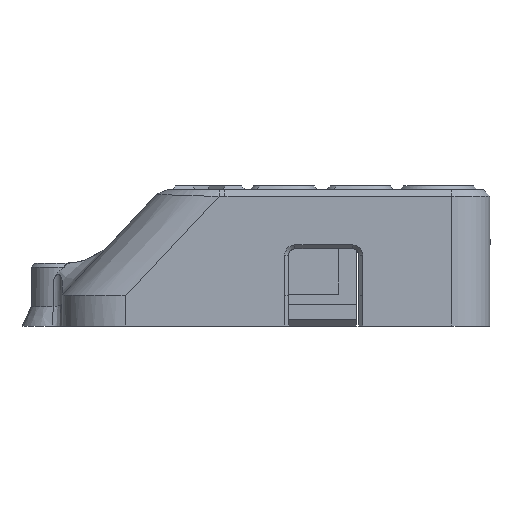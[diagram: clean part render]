
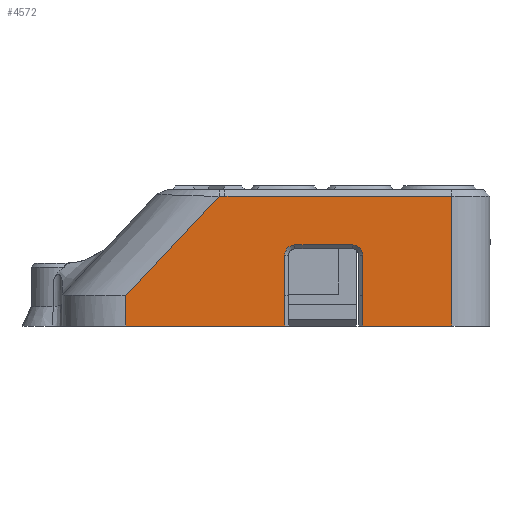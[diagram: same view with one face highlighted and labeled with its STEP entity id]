
A CAD part, front view. The second image highlights one B-rep face of the part: STEP entity #4572.
In plain terms, the highlighted planar face has unit normal (0, -1, 0).
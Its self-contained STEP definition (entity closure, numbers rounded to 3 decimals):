
#325=PLANE('',#4862);
#578=FACE_OUTER_BOUND('',#864,.T.);
#864=EDGE_LOOP('',(#4247,#4248,#4249,#4250,#4251,#4252,#4253,#4254,#4255,
#4256,#4257,#4258,#4259,#4260));
#871=LINE('',#5955,#1308);
#879=LINE('',#6654,#1316);
#1027=LINE('',#8718,#1464);
#1032=LINE('',#8729,#1469);
#1073=LINE('',#9679,#1510);
#1139=LINE('',#9868,#1576);
#1297=LINE('',#10865,#1734);
#1302=LINE('',#10876,#1739);
#1308=VECTOR('',#4872,10.);
#1316=VECTOR('',#4888,11.687);
#1464=VECTOR('',#5168,10.);
#1469=VECTOR('',#5179,10.);
#1510=VECTOR('',#5296,10.);
#1576=VECTOR('',#5468,10.);
#1734=VECTOR('',#5832,10.);
#1739=VECTOR('',#5849,10.);
#1750=B_SPLINE_CURVE_WITH_KNOTS('',3,(#6560,#6561,#6562,#6563),
 .UNSPECIFIED.,.F.,.F.,(4,4),(-3.929,-3.835),
 .UNSPECIFIED.);
#1794=B_SPLINE_CURVE_WITH_KNOTS('',3,(#8557,#8558,#8559,#8560),
 .UNSPECIFIED.,.F.,.F.,(4,4),(-0.755,-0.126),
 .UNSPECIFIED.);
#1797=B_SPLINE_CURVE_WITH_KNOTS('',3,(#8593,#8594,#8595,#8596,#8597,#8598,
#8599),.UNSPECIFIED.,.F.,.F.,(4,3,4),(-0.637,-0.493,
-0.385),.UNSPECIFIED.);
#1800=B_SPLINE_CURVE_WITH_KNOTS('',3,(#8627,#8628,#8629,#8630),
 .UNSPECIFIED.,.F.,.F.,(4,4),(-2.471,-1.571),
 .UNSPECIFIED.);
#1802=B_SPLINE_CURVE_WITH_KNOTS('',3,(#8668,#8669,#8670,#8671,#8672,#8673,
#8674),.UNSPECIFIED.,.F.,.F.,(4,3,4),(-0.728,-0.62,
-0.475),.UNSPECIFIED.);
#1805=B_SPLINE_CURVE_WITH_KNOTS('',3,(#8704,#8705,#8706,#8707),
 .UNSPECIFIED.,.F.,.F.,(4,4),(-1.875,-1.246),
 .UNSPECIFIED.);
#1886=VERTEX_POINT('',#5948);
#1889=VERTEX_POINT('',#5953);
#1896=VERTEX_POINT('',#6329);
#1904=VERTEX_POINT('',#6645);
#2078=VERTEX_POINT('',#8555);
#2079=VERTEX_POINT('',#8556);
#2082=VERTEX_POINT('',#8592);
#2084=VERTEX_POINT('',#8626);
#2086=VERTEX_POINT('',#8667);
#2088=VERTEX_POINT('',#8703);
#2090=VERTEX_POINT('',#8715);
#2094=VERTEX_POINT('',#8726);
#2154=VERTEX_POINT('',#9676);
#2203=VERTEX_POINT('',#9866);
#2314=EDGE_CURVE('',#1889,#1886,#871,.T.);
#2329=EDGE_CURVE('',#1896,#1889,#1750,.T.);
#2338=EDGE_CURVE('',#1904,#1896,#879,.T.);
#2548=EDGE_CURVE('',#2078,#2079,#1794,.T.);
#2552=EDGE_CURVE('',#2082,#2078,#1797,.T.);
#2555=EDGE_CURVE('',#2084,#2082,#1800,.T.);
#2558=EDGE_CURVE('',#2086,#2084,#1802,.T.);
#2561=EDGE_CURVE('',#2088,#2086,#1805,.T.);
#2565=EDGE_CURVE('',#2090,#1904,#1027,.T.);
#2571=EDGE_CURVE('',#2088,#2094,#1032,.T.);
#2669=EDGE_CURVE('',#2154,#2079,#1073,.T.);
#2755=EDGE_CURVE('',#2203,#2154,#1139,.F.);
#2954=EDGE_CURVE('',#2094,#2090,#1297,.F.);
#2959=EDGE_CURVE('',#2203,#1886,#1302,.T.);
#4247=ORIENTED_EDGE('',*,*,#2329,.F.);
#4248=ORIENTED_EDGE('',*,*,#2338,.F.);
#4249=ORIENTED_EDGE('',*,*,#2565,.F.);
#4250=ORIENTED_EDGE('',*,*,#2954,.F.);
#4251=ORIENTED_EDGE('',*,*,#2571,.F.);
#4252=ORIENTED_EDGE('',*,*,#2561,.T.);
#4253=ORIENTED_EDGE('',*,*,#2558,.T.);
#4254=ORIENTED_EDGE('',*,*,#2555,.T.);
#4255=ORIENTED_EDGE('',*,*,#2552,.T.);
#4256=ORIENTED_EDGE('',*,*,#2548,.T.);
#4257=ORIENTED_EDGE('',*,*,#2669,.F.);
#4258=ORIENTED_EDGE('',*,*,#2755,.F.);
#4259=ORIENTED_EDGE('',*,*,#2959,.T.);
#4260=ORIENTED_EDGE('',*,*,#2314,.F.);
#4572=ADVANCED_FACE('',(#578),#325,.F.);
#4862=AXIS2_PLACEMENT_3D('',#10875,#5847,#5848);
#4872=DIRECTION('',(1.,0.,0.));
#4888=DIRECTION('',(0.685,0.,0.729));
#5168=DIRECTION('',(0.,0.,1.));
#5179=DIRECTION('',(0.,0.,-1.));
#5296=DIRECTION('',(0.,0.,1.));
#5468=DIRECTION('',(1.,0.,0.));
#5832=DIRECTION('',(1.,0.,0.));
#5847=DIRECTION('center_axis',(0.,1.,0.));
#5848=DIRECTION('ref_axis',(1.,0.,0.));
#5849=DIRECTION('',(0.,0.,1.));
#5948=CARTESIAN_POINT('',(34.206,-45.746,70.306));
#5953=CARTESIAN_POINT('',(-1.282,-45.746,70.306));
#5955=CARTESIAN_POINT('',(-2.85,-45.746,70.306));
#6329=CARTESIAN_POINT('',(-2.22,-45.746,70.307));
#6560=CARTESIAN_POINT('Ctrl Pts',(-2.22,-45.746,70.307));
#6561=CARTESIAN_POINT('Ctrl Pts',(-1.906,-45.746,70.306));
#6562=CARTESIAN_POINT('Ctrl Pts',(-1.595,-45.746,70.306));
#6563=CARTESIAN_POINT('Ctrl Pts',(-1.282,-45.746,70.306));
#6645=CARTESIAN_POINT('',(-16.794,-45.746,54.786));
#6654=CARTESIAN_POINT('',(-16.794,-45.746,54.786));
#8555=CARTESIAN_POINT('',(20.267,-45.746,61.076));
#8556=CARTESIAN_POINT('',(20.267,-45.746,54.786));
#8557=CARTESIAN_POINT('Ctrl Pts',(20.267,-45.746,61.076));
#8558=CARTESIAN_POINT('Ctrl Pts',(20.267,-45.746,58.98));
#8559=CARTESIAN_POINT('Ctrl Pts',(20.267,-45.746,56.883));
#8560=CARTESIAN_POINT('Ctrl Pts',(20.267,-45.746,54.786));
#8592=CARTESIAN_POINT('',(18.667,-45.746,62.676));
#8593=CARTESIAN_POINT('Ctrl Pts',(18.667,-45.746,62.676));
#8594=CARTESIAN_POINT('Ctrl Pts',(19.146,-45.746,62.676));
#8595=CARTESIAN_POINT('Ctrl Pts',(19.62,-45.746,62.447));
#8596=CARTESIAN_POINT('Ctrl Pts',(19.918,-45.746,62.074));
#8597=CARTESIAN_POINT('Ctrl Pts',(20.142,-45.746,61.795));
#8598=CARTESIAN_POINT('Ctrl Pts',(20.267,-45.746,61.435));
#8599=CARTESIAN_POINT('Ctrl Pts',(20.267,-45.746,61.076));
#8626=CARTESIAN_POINT('',(9.667,-45.746,62.676));
#8627=CARTESIAN_POINT('Ctrl Pts',(9.667,-45.746,62.676));
#8628=CARTESIAN_POINT('Ctrl Pts',(12.667,-45.746,62.676));
#8629=CARTESIAN_POINT('Ctrl Pts',(15.667,-45.746,62.676));
#8630=CARTESIAN_POINT('Ctrl Pts',(18.667,-45.746,62.676));
#8667=CARTESIAN_POINT('',(8.067,-45.746,61.076));
#8668=CARTESIAN_POINT('Ctrl Pts',(8.067,-45.746,61.076));
#8669=CARTESIAN_POINT('Ctrl Pts',(8.067,-45.746,61.435));
#8670=CARTESIAN_POINT('Ctrl Pts',(8.193,-45.746,61.795));
#8671=CARTESIAN_POINT('Ctrl Pts',(8.417,-45.746,62.074));
#8672=CARTESIAN_POINT('Ctrl Pts',(8.715,-45.746,62.447));
#8673=CARTESIAN_POINT('Ctrl Pts',(9.189,-45.746,62.676));
#8674=CARTESIAN_POINT('Ctrl Pts',(9.667,-45.746,62.676));
#8703=CARTESIAN_POINT('',(8.067,-45.746,54.786));
#8704=CARTESIAN_POINT('Ctrl Pts',(8.067,-45.746,54.786));
#8705=CARTESIAN_POINT('Ctrl Pts',(8.067,-45.746,56.883));
#8706=CARTESIAN_POINT('Ctrl Pts',(8.067,-45.746,58.98));
#8707=CARTESIAN_POINT('Ctrl Pts',(8.067,-45.746,61.076));
#8715=CARTESIAN_POINT('',(-16.794,-45.746,49.986));
#8718=CARTESIAN_POINT('',(-16.794,-45.746,50.786));
#8726=CARTESIAN_POINT('',(8.067,-45.746,49.986));
#8729=CARTESIAN_POINT('',(8.067,-45.746,52.486));
#9676=CARTESIAN_POINT('',(20.267,-45.746,49.986));
#9679=CARTESIAN_POINT('',(20.267,-45.746,52.486));
#9866=CARTESIAN_POINT('',(34.206,-45.746,49.986));
#9868=CARTESIAN_POINT('',(7.788,-45.746,49.986));
#10865=CARTESIAN_POINT('',(7.788,-45.746,49.986));
#10875=CARTESIAN_POINT('Origin',(-16.794,-45.746,49.986));
#10876=CARTESIAN_POINT('',(34.206,-45.746,50.786));
